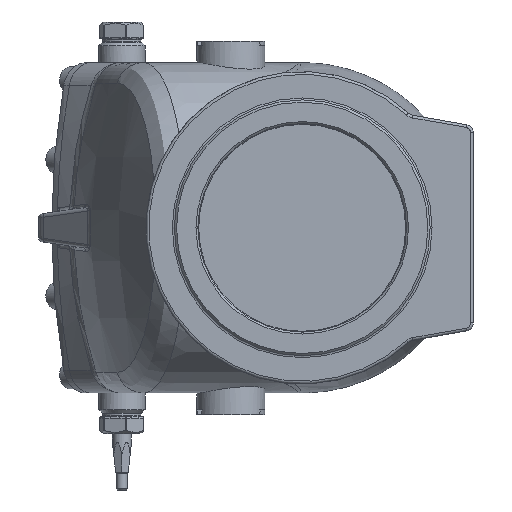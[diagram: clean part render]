
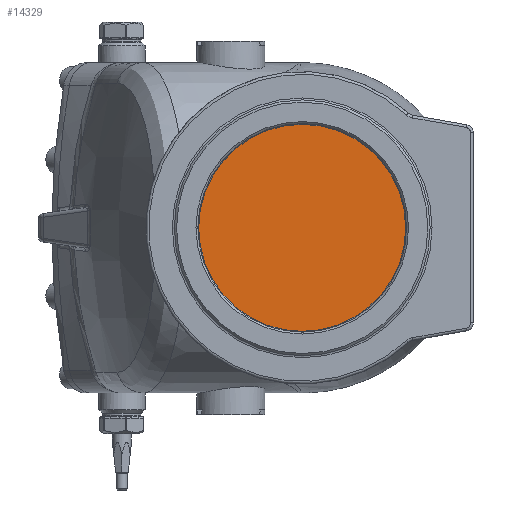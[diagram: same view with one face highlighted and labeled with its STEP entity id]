
A CAD part, left-side view. The second image highlights one B-rep face of the part: STEP entity #14329.
In plain terms, the highlighted planar face has unit normal (-1, 0, 0).
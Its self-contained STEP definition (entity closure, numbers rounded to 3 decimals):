
#1804 = ORIENTED_EDGE ( 'NONE', *, *, #16605, .F. ) ;
#2157 = CARTESIAN_POINT ( 'NONE',  ( -552.5, -115.4, 0. ) ) ;
#5474 = AXIS2_PLACEMENT_3D ( 'NONE', #6815, #6816, #6817 ) ;
#6815 = CARTESIAN_POINT ( 'NONE',  ( -552.5, -267.8, 0. ) ) ;
#6816 = DIRECTION ( 'NONE',  ( 1., 0., 0. ) ) ;
#6817 = DIRECTION ( 'NONE',  ( 0., 1., 0. ) ) ;
#11022 = DIRECTION ( 'NONE',  ( 1., 0., 0. ) ) ;
#11023 = DIRECTION ( 'NONE',  ( 0., 1., 0. ) ) ;
#11597 = FACE_OUTER_BOUND ( 'NONE', #17371, .T. ) ;
#14329 = ADVANCED_FACE ( 'NONE', ( #11597 ), #31536, .F. ) ;
#16321 = VERTEX_POINT ( 'NONE', #2157 ) ;
#16605 = EDGE_CURVE ( 'NONE', #16321, #16321, #22688, .T. ) ;
#17371 = EDGE_LOOP ( 'NONE', ( #1804 ) ) ;
#17600 = AXIS2_PLACEMENT_3D ( 'NONE', #31535, #11022, #11023 ) ;
#22688 = CIRCLE ( 'NONE', #5474, 152.4 ) ;
#31535 = CARTESIAN_POINT ( 'NONE',  ( -552.5, -267.8, 0. ) ) ;
#31536 = PLANE ( 'NONE',  #17600 ) ;
